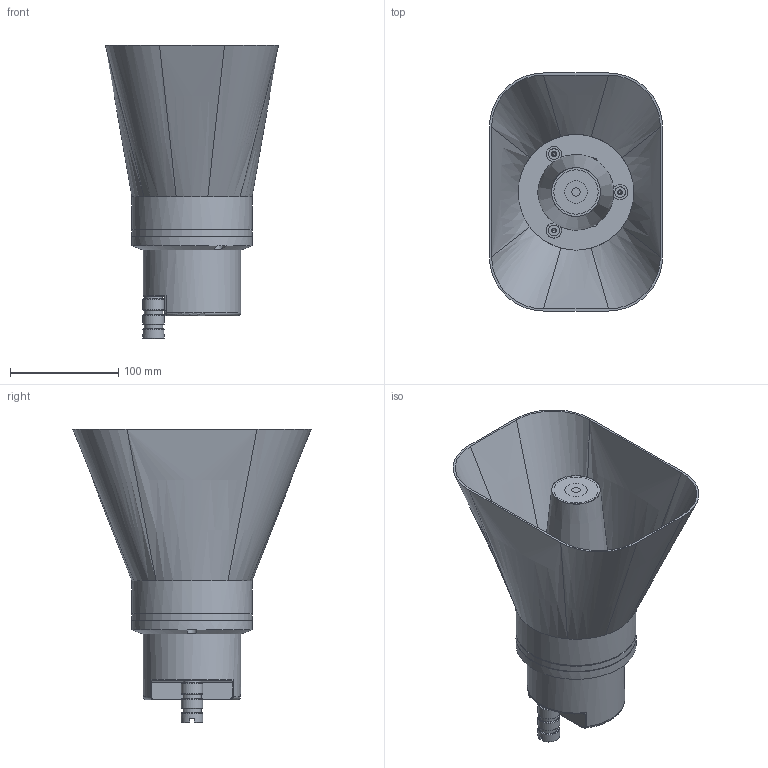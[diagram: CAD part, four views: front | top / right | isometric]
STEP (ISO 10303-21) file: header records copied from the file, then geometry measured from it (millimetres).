
FILE_DESCRIPTION(('STEP AP214'), '1');
FILE_NAME('4-10 Âò', '', ('UNSPECIFIED'), ('UNSPECIFIED'), 'ASCON STEP Converter 1.6', 'ASCON Math Kernel', '');
FILE_SCHEMA(('AUTOMOTIVE_DESIGN { 1 0 10303 214 3 1 1}'));
Length unit declared in the file: millimetre
Bounding box: 160 x 220 x 271 mm (x, y, z)
Volume: 375364.4 mm3; surface area: 330364.5 mm2
Topology: 3 solids, 3 shells, 260 faces, 654 edges, 423 vertices
Faces by surface type: plane 127, cylinder 83, cone 29, bspline 16, torus 5
Full cylindrical faces by diameter (mm): 2 x4, 3.242 x6, 4.5 x9, 5 x3, 7 x3, 7.5 x2, 8 x9, 10 x6, 11.188 x1, 12 x1, 14 x4, 15 x1, 16 x1, 17 x2, 20 x3, 30 x2, 45 x2, 74.5 x1, 88 x1, 90 x2, 93 x1, 107 x1, 111 x3
Entity records: 11948 total; most frequent: CARTESIAN_POINT 3747, DIRECTION 1309, ORIENTED_EDGE 1118, EDGE_CURVE 559, AXIS2_PLACEMENT_3D 556, VERTEX_POINT 416, EDGE_LOOP 413, CIRCLE 311
